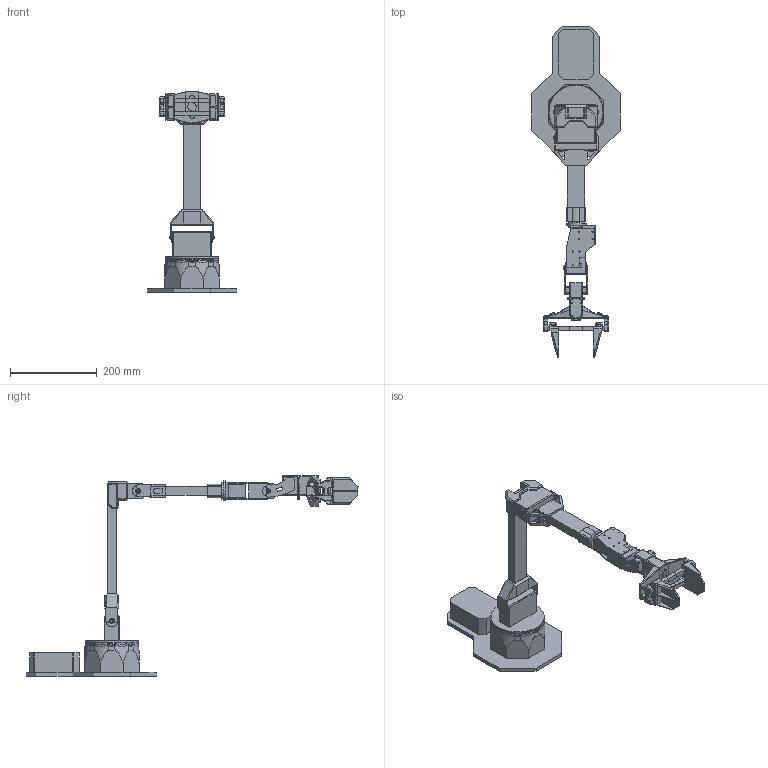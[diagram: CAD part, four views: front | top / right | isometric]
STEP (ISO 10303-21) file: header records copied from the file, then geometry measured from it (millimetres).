
FILE_DESCRIPTION(/* description */ (''),/* implementation_level */ '2;1');
FILE_NAME(/* name */ 'VXA-300-6DOF.step',/* time_stamp */ '2020-07-10T13:34:36-05:00',/* author */ (''),/* organization */ (''),/* preprocessor_version */ 'ST-DEVELOPER v18.1',/* originating_system */ 'Autodesk Translation Framework v9.3.0.1241',/* authorisation */ '');
FILE_SCHEMA (('AUTOMOTIVE_DESIGN { 1 0 10303 214 3 1 1 }'));
Length unit declared in the file: millimetre
Products named in the file (25): VXA-300-6DOF; 540 Base v2; 540 Dual Shoulder v2; UA - 8 - VX-300 v2; SIMPLIFIED - VX300-6DOF Upper Forearm v4; SIMPLIFIED - VX300-6DOF Lower Forearm v10; VX-300 - Wrist v3; Gripper VX300; DRG v1 (14); DRG v1 (15); DRG v1 (12); DRG v1 (11); DRG v1 (10); DRG v1 (13); DRG v1 (8); DRG v1 (9); DRG v1 (7); DRG v1 (6); DRG v1 (5); DRG v1 (4); DRG v1 (3); DRG v1 (2); DRG v1 (1); DRG v1; Carriage-DualRail-VX-ABS v2
Assembly tree (25 placements, depth 3):
  VXA-300-6DOF
    540 Base v2
    540 Dual Shoulder v2
    UA - 8 - VX-300 v2
    SIMPLIFIED - VX300-6DOF Upper Forearm v4
    SIMPLIFIED - VX300-6DOF Lower Forearm v10
    VX-300 - Wrist v3
    Gripper VX300
      DRG v1 (14)
      DRG v1 (15)
      Carriage-DualRail-VX-ABS v2  x2
      DRG v1 (12)
      DRG v1 (11)
      DRG v1 (10)
      DRG v1 (13)
      DRG v1 (8)
      DRG v1 (9)
      DRG v1 (7)
      DRG v1 (6)
      DRG v1 (5)
      DRG v1 (4)
      DRG v1 (3)
      DRG v1 (2)
      DRG v1 (1)
      DRG v1
Bounding box: 204 x 764.16 x 462 mm (x, y, z)
Volume: 3145660.2 mm3; surface area: 453615.1 mm2
Topology: 24 solids, 49 shells, 1544 faces, 3917 edges, 2525 vertices
Faces by surface type: plane 1111, cylinder 321, bspline 60, cone 52
Full cylindrical faces by diameter (mm): 2.05 x12, 2.6 x22, 2.7 x6, 3 x4, 4.8 x12, 5.5 x5, 10 x5, 26 x6, 39 x1, 40 x1, 46 x1, 83 x1, 122 x1, 123 x1
Entity records: 48683 total; most frequent: CARTESIAN_POINT 12299, ORIENTED_EDGE 7404, DIRECTION 7304, EDGE_CURVE 3702, LINE 2782, VECTOR 2782, VERTEX_POINT 2389, AXIS2_PLACEMENT_3D 2261
